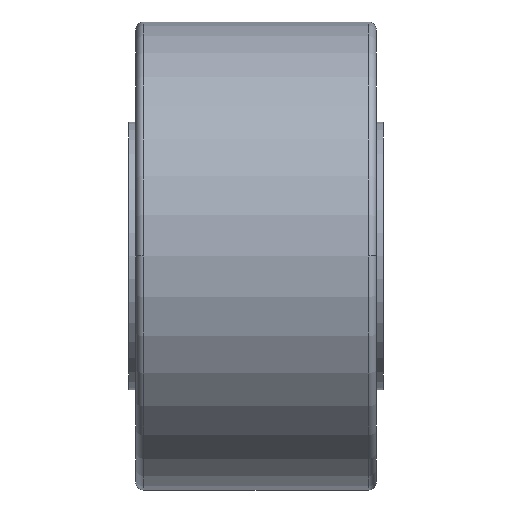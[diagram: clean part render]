
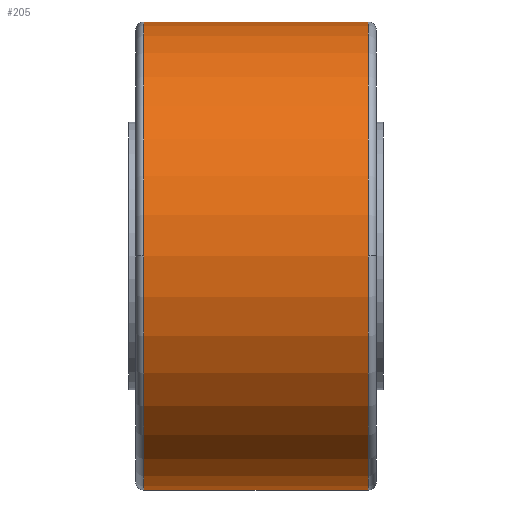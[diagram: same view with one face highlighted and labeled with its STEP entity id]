
A CAD part, front view. The second image highlights one B-rep face of the part: STEP entity #205.
In plain terms, the highlighted cylindrical face has radius 17.5 mm (diameter 35 mm), a partial arc.
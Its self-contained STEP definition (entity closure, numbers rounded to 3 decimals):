
#205=ADVANCED_FACE('',(#510),#511,.T.);
#510=FACE_OUTER_BOUND('',#957,.T.);
#511=CYLINDRICAL_SURFACE('',#958,17.5);
#957=EDGE_LOOP('',(#1382,#1383,#1384,#1385,#1386,#1387));
#958=AXIS2_PLACEMENT_3D('',#1388,#1389,#1390);
#1382=ORIENTED_EDGE('',*,*,#2494,.F.);
#1383=ORIENTED_EDGE('',*,*,#2495,.T.);
#1384=ORIENTED_EDGE('',*,*,#2496,.T.);
#1385=ORIENTED_EDGE('',*,*,#2497,.F.);
#1386=ORIENTED_EDGE('',*,*,#2498,.F.);
#1387=ORIENTED_EDGE('',*,*,#2489,.F.);
#1388=CARTESIAN_POINT('',(9.0,0.0,0.0));
#1389=DIRECTION('',(1.0,0.0,-0.0));
#1390=DIRECTION('',(0.0,0.,1.0));
#2489=EDGE_CURVE('',#2936,#2938,#2939,.T.);
#2494=EDGE_CURVE('',#2946,#2936,#2947,.T.);
#2495=EDGE_CURVE('',#2946,#2948,#2949,.T.);
#2496=EDGE_CURVE('',#2948,#2950,#2951,.T.);
#2497=EDGE_CURVE('',#2952,#2950,#2953,.T.);
#2498=EDGE_CURVE('',#2938,#2952,#2954,.T.);
#2936=VERTEX_POINT('',#3586);
#2938=VERTEX_POINT('',#3588);
#2939=CIRCLE('',#3589,17.5);
#2946=VERTEX_POINT('',#3596);
#2947=LINE('',#3597,#3598);
#2948=VERTEX_POINT('',#3599);
#2949=CIRCLE('',#3600,17.5);
#2950=VERTEX_POINT('',#3601);
#2951=CIRCLE('',#3602,17.5);
#2952=VERTEX_POINT('',#3603);
#2953=LINE('',#3604,#3605);
#2954=CIRCLE('',#3606,17.5);
#3586=CARTESIAN_POINT('',(17.4,0.,17.5));
#3588=CARTESIAN_POINT('',(17.4,-17.5,0.));
#3589=AXIS2_PLACEMENT_3D('',#4349,#4350,#4351);
#3596=CARTESIAN_POINT('',(0.6,0.,17.5));
#3597=CARTESIAN_POINT('',(9.0,0.,17.5));
#3598=VECTOR('',#4361,1.0);
#3599=CARTESIAN_POINT('',(0.6,-17.5,0.));
#3600=AXIS2_PLACEMENT_3D('',#4362,#4363,#4364);
#3601=CARTESIAN_POINT('',(0.6,0.,-17.5));
#3602=AXIS2_PLACEMENT_3D('',#4365,#4366,#4367);
#3603=CARTESIAN_POINT('',(17.4,0.,-17.5));
#3604=CARTESIAN_POINT('',(9.0,0.,-17.5));
#3605=VECTOR('',#4368,1.0);
#3606=AXIS2_PLACEMENT_3D('',#4369,#4370,#4371);
#4349=CARTESIAN_POINT('',(17.4,0.0,0.0));
#4350=DIRECTION('',(1.0,0.0,-0.0));
#4351=DIRECTION('',(0.0,0.,1.0));
#4361=DIRECTION('',(1.0,0.0,0.0));
#4362=CARTESIAN_POINT('',(0.6,0.0,0.0));
#4363=DIRECTION('',(1.0,0.0,-0.0));
#4364=DIRECTION('',(0.0,0.,1.0));
#4365=CARTESIAN_POINT('',(0.6,0.0,0.0));
#4366=DIRECTION('',(1.0,0.0,-0.0));
#4367=DIRECTION('',(0.0,0.,1.0));
#4368=DIRECTION('',(-1.0,-0.0,-0.0));
#4369=CARTESIAN_POINT('',(17.4,0.0,0.0));
#4370=DIRECTION('',(1.0,0.0,-0.0));
#4371=DIRECTION('',(0.0,0.,1.0));
